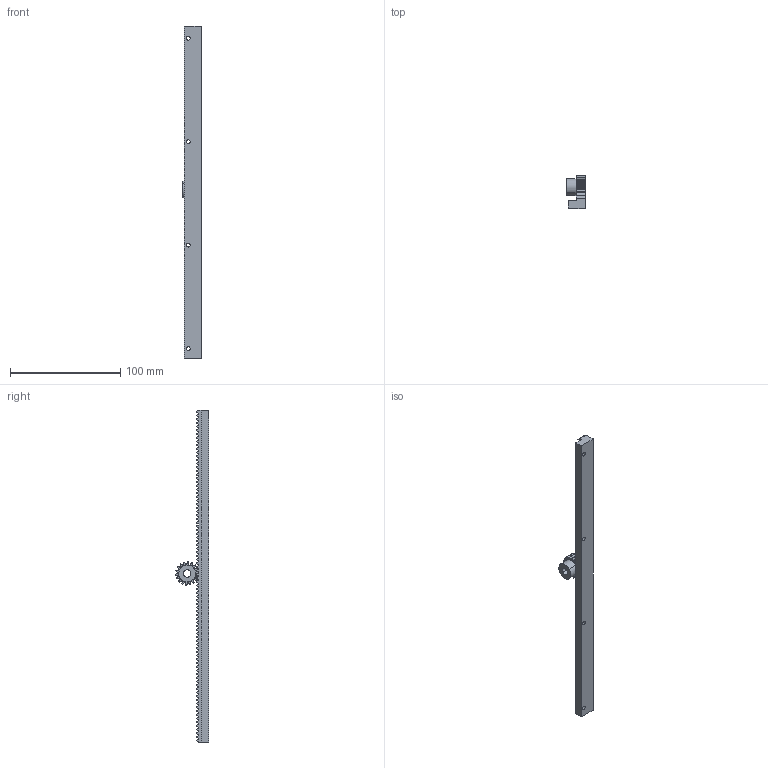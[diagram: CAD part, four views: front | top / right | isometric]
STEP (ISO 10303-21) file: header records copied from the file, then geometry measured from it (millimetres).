
FILE_DESCRIPTION(('FreeCAD Model'),'2;1');
FILE_NAME('Open CASCADE Shape Model','2025-05-07T18:44:50',('FreeCAD'),( 'FreeCAD'),'Open CASCADE STEP processor 7.6','FreeCAD','Unknown');
FILE_SCHEMA(('AUTOMOTIVE_DESIGN { 1 0 10303 214 1 1 1 1 }'));
Length unit declared in the file: millimetre
Products named in the file (1): Open CASCADE STEP translator 7.6 1
Bounding box: 17.08 x 30.04 x 301.52 mm (x, y, z)
Volume: 42233.3 mm3; surface area: 20632.5 mm2
Topology: 2 solids, 2 shells, 472 faces, 1389 edges, 926 vertices
Faces by surface type: bspline 472
Entity records: 14269 total; most frequent: CARTESIAN_POINT 6141, ORIENTED_EDGE 2778, EDGE_CURVE 1389, B_SPLINE_CURVE_WITH_KNOTS 1195, VERTEX_POINT 926, FACE_BOUND 487, EDGE_LOOP 487, ADVANCED_FACE 472
